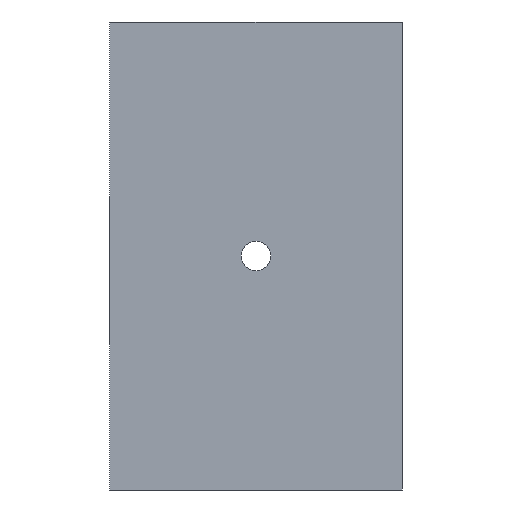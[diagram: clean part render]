
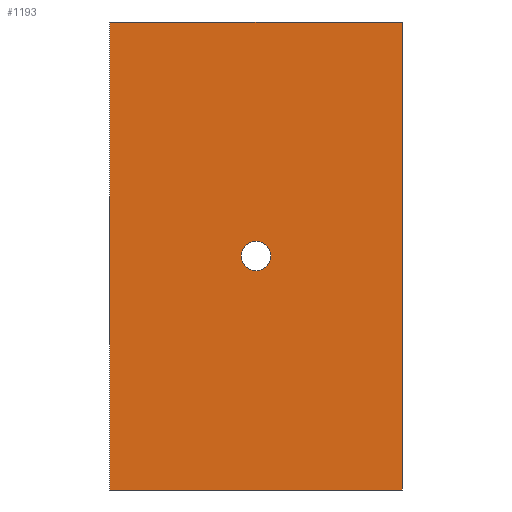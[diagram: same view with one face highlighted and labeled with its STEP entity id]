
A CAD part, front view. The second image highlights one B-rep face of the part: STEP entity #1193.
In plain terms, the highlighted planar face has unit normal (0, -1, 0).
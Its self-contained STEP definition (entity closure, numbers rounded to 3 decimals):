
#83 = DIRECTION ( 'NONE',  ( 0., -1., 0. ) ) ;
#112 = ORIENTED_EDGE ( 'NONE', *, *, #167, .F. ) ;
#165 = CARTESIAN_POINT ( 'NONE',  ( 25., 0., -40. ) ) ;
#167 = EDGE_CURVE ( 'NONE', #609, #2748, #2932, .T. ) ;
#192 = CARTESIAN_POINT ( 'NONE',  ( 25., 0., -40. ) ) ;
#224 = CARTESIAN_POINT ( 'NONE',  ( 0., 0., -2.5 ) ) ;
#302 = LINE ( 'NONE', #1692, #2504 ) ;
#386 = CIRCLE ( 'NONE', #976, 2.5 ) ;
#563 = CARTESIAN_POINT ( 'NONE',  ( 25., 0., 40. ) ) ;
#564 = DIRECTION ( 'NONE',  ( 0., 0., -1. ) ) ;
#609 = VERTEX_POINT ( 'NONE', #1188 ) ;
#683 = VECTOR ( 'NONE', #944, 1000. ) ;
#847 = LINE ( 'NONE', #2291, #975 ) ;
#852 = VERTEX_POINT ( 'NONE', #2265 ) ;
#876 = AXIS2_PLACEMENT_3D ( 'NONE', #1834, #2732, #2974 ) ;
#944 = DIRECTION ( 'NONE',  ( -1., 0., 0. ) ) ;
#964 = ORIENTED_EDGE ( 'NONE', *, *, #2180, .F. ) ;
#975 = VECTOR ( 'NONE', #2722, 1000. ) ;
#976 = AXIS2_PLACEMENT_3D ( 'NONE', #1741, #83, #2605 ) ;
#1018 = EDGE_LOOP ( 'NONE', ( #2136, #2281, #964, #2726 ) ) ;
#1131 = VERTEX_POINT ( 'NONE', #2463 ) ;
#1180 = VERTEX_POINT ( 'NONE', #165 ) ;
#1188 = CARTESIAN_POINT ( 'NONE',  ( 0., 0., 2.5 ) ) ;
#1193 = ADVANCED_FACE ( 'NONE', ( #2064, #1624 ), #1805, .F. ) ;
#1247 = LINE ( 'NONE', #2188, #2782 ) ;
#1261 = EDGE_CURVE ( 'NONE', #1131, #852, #847, .T. ) ;
#1415 = LINE ( 'NONE', #192, #683 ) ;
#1560 = EDGE_CURVE ( 'NONE', #1180, #1131, #1415, .T. ) ;
#1566 = EDGE_LOOP ( 'NONE', ( #2007, #112 ) ) ;
#1624 = FACE_OUTER_BOUND ( 'NONE', #1018, .T. ) ;
#1628 = AXIS2_PLACEMENT_3D ( 'NONE', #1742, #2662, #564 ) ;
#1657 = VERTEX_POINT ( 'NONE', #563 ) ;
#1658 = EDGE_CURVE ( 'NONE', #2748, #609, #386, .T. ) ;
#1692 = CARTESIAN_POINT ( 'NONE',  ( 25., 0., 40. ) ) ;
#1741 = CARTESIAN_POINT ( 'NONE',  ( 0., 0., 0. ) ) ;
#1742 = CARTESIAN_POINT ( 'NONE',  ( 0., 0., 0. ) ) ;
#1805 = PLANE ( 'NONE',  #876 ) ;
#1834 = CARTESIAN_POINT ( 'NONE',  ( 0., 0., 0. ) ) ;
#2007 = ORIENTED_EDGE ( 'NONE', *, *, #1658, .F. ) ;
#2064 = FACE_BOUND ( 'NONE', #1566, .T. ) ;
#2136 = ORIENTED_EDGE ( 'NONE', *, *, #1261, .F. ) ;
#2180 = EDGE_CURVE ( 'NONE', #1657, #1180, #302, .T. ) ;
#2188 = CARTESIAN_POINT ( 'NONE',  ( 25., 0., 40. ) ) ;
#2265 = CARTESIAN_POINT ( 'NONE',  ( -25., 0., 40. ) ) ;
#2281 = ORIENTED_EDGE ( 'NONE', *, *, #1560, .F. ) ;
#2291 = CARTESIAN_POINT ( 'NONE',  ( -25., 0., 40. ) ) ;
#2427 = DIRECTION ( 'NONE',  ( 1., 0., 0. ) ) ;
#2463 = CARTESIAN_POINT ( 'NONE',  ( -25., 0., -40. ) ) ;
#2504 = VECTOR ( 'NONE', #2850, 1000. ) ;
#2569 = EDGE_CURVE ( 'NONE', #852, #1657, #1247, .T. ) ;
#2605 = DIRECTION ( 'NONE',  ( 0., 0., -1. ) ) ;
#2662 = DIRECTION ( 'NONE',  ( 0., -1., 0. ) ) ;
#2722 = DIRECTION ( 'NONE',  ( 0., 0., 1. ) ) ;
#2726 = ORIENTED_EDGE ( 'NONE', *, *, #2569, .F. ) ;
#2732 = DIRECTION ( 'NONE',  ( 0., 1., 0. ) ) ;
#2748 = VERTEX_POINT ( 'NONE', #224 ) ;
#2782 = VECTOR ( 'NONE', #2427, 1000. ) ;
#2850 = DIRECTION ( 'NONE',  ( 0., 0., -1. ) ) ;
#2932 = CIRCLE ( 'NONE', #1628, 2.5 ) ;
#2974 = DIRECTION ( 'NONE',  ( 0., 0., 1. ) ) ;
